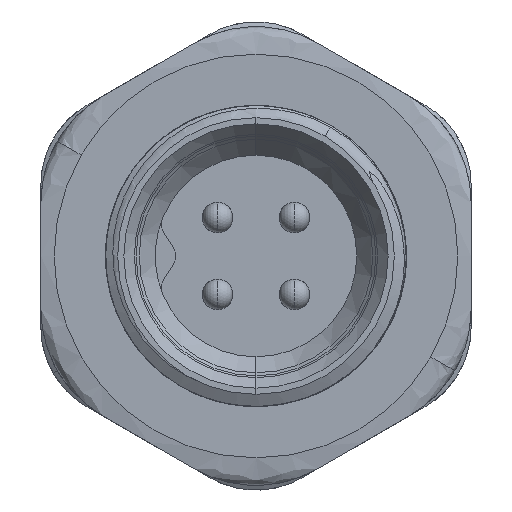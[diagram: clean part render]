
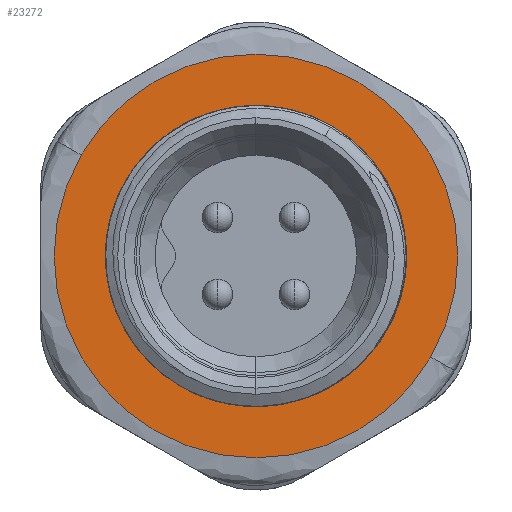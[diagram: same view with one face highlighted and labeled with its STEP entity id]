
A CAD part, left-side view. The second image highlights one B-rep face of the part: STEP entity #23272.
In plain terms, the highlighted planar face has unit normal (-1, 0, 0).
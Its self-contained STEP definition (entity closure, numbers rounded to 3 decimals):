
#47 = CARTESIAN_POINT ( 'NONE',  ( 4.24, 0., 0. ) ) ;
#837 = CARTESIAN_POINT ( 'NONE',  ( 4.24, -3.285, 0. ) ) ;
#2033 = EDGE_LOOP ( 'NONE', ( #7105, #7437 ) ) ;
#2513 = CARTESIAN_POINT ( 'NONE',  ( 4.24, 0., 0. ) ) ;
#3104 = FACE_OUTER_BOUND ( 'NONE', #21262, .T. ) ;
#3430 = VERTEX_POINT ( 'NONE', #21106 ) ;
#4262 = CIRCLE ( 'NONE', #6273, 3.285 ) ;
#4461 = EDGE_CURVE ( 'NONE', #11048, #3430, #8975, .T. ) ;
#5782 = DIRECTION ( 'NONE',  ( 1., 0., 0. ) ) ;
#6273 = AXIS2_PLACEMENT_3D ( 'NONE', #47, #7416, #14449 ) ;
#6556 = CIRCLE ( 'NONE', #23502, 2.3 ) ;
#7105 = ORIENTED_EDGE ( 'NONE', *, *, #4461, .F. ) ;
#7416 = DIRECTION ( 'NONE',  ( -1., 0., 0. ) ) ;
#7437 = ORIENTED_EDGE ( 'NONE', *, *, #14231, .F. ) ;
#7538 = DIRECTION ( 'NONE',  ( 0., 0., 1. ) ) ;
#8235 = ORIENTED_EDGE ( 'NONE', *, *, #29624, .T. ) ;
#8975 = CIRCLE ( 'NONE', #26484, 2.3 ) ;
#9328 = CARTESIAN_POINT ( 'NONE',  ( 4.24, 0., 0. ) ) ;
#9486 = DIRECTION ( 'NONE',  ( 0., 0., -1. ) ) ;
#10432 = ORIENTED_EDGE ( 'NONE', *, *, #13256, .T. ) ;
#11048 = VERTEX_POINT ( 'NONE', #15038 ) ;
#13256 = EDGE_CURVE ( 'NONE', #27319, #25699, #30064, .T. ) ;
#14231 = EDGE_CURVE ( 'NONE', #3430, #11048, #6556, .T. ) ;
#14449 = DIRECTION ( 'NONE',  ( 0., 0., 1. ) ) ;
#14723 = CARTESIAN_POINT ( 'NONE',  ( 4.24, 0., 0. ) ) ;
#15016 = DIRECTION ( 'NONE',  ( 0., 0., -1. ) ) ;
#15038 = CARTESIAN_POINT ( 'NONE',  ( 4.24, 0., -2.3 ) ) ;
#16574 = AXIS2_PLACEMENT_3D ( 'NONE', #2513, #26320, #7538 ) ;
#16940 = DIRECTION ( 'NONE',  ( 0., 0., -1. ) ) ;
#17091 = DIRECTION ( 'NONE',  ( -1., 0., 0. ) ) ;
#19298 = CARTESIAN_POINT ( 'NONE',  ( 4.24, 3.285, 0. ) ) ;
#21106 = CARTESIAN_POINT ( 'NONE',  ( 4.24, 0., 2.3 ) ) ;
#21262 = EDGE_LOOP ( 'NONE', ( #8235, #10432 ) ) ;
#22203 = CARTESIAN_POINT ( 'NONE',  ( 4.24, 0., 0. ) ) ;
#22381 = AXIS2_PLACEMENT_3D ( 'NONE', #22203, #5782, #15016 ) ;
#23272 = ADVANCED_FACE ( 'NONE', ( #24382, #3104 ), #28957, .F. ) ;
#23502 = AXIS2_PLACEMENT_3D ( 'NONE', #9328, #28444, #9486 ) ;
#24382 = FACE_BOUND ( 'NONE', #2033, .T. ) ;
#25699 = VERTEX_POINT ( 'NONE', #19298 ) ;
#26320 = DIRECTION ( 'NONE',  ( -1., 0., 0. ) ) ;
#26484 = AXIS2_PLACEMENT_3D ( 'NONE', #14723, #17091, #16940 ) ;
#27319 = VERTEX_POINT ( 'NONE', #837 ) ;
#28444 = DIRECTION ( 'NONE',  ( -1., 0., 0. ) ) ;
#28957 = PLANE ( 'NONE',  #22381 ) ;
#29624 = EDGE_CURVE ( 'NONE', #25699, #27319, #4262, .T. ) ;
#30064 = CIRCLE ( 'NONE', #16574, 3.285 ) ;
